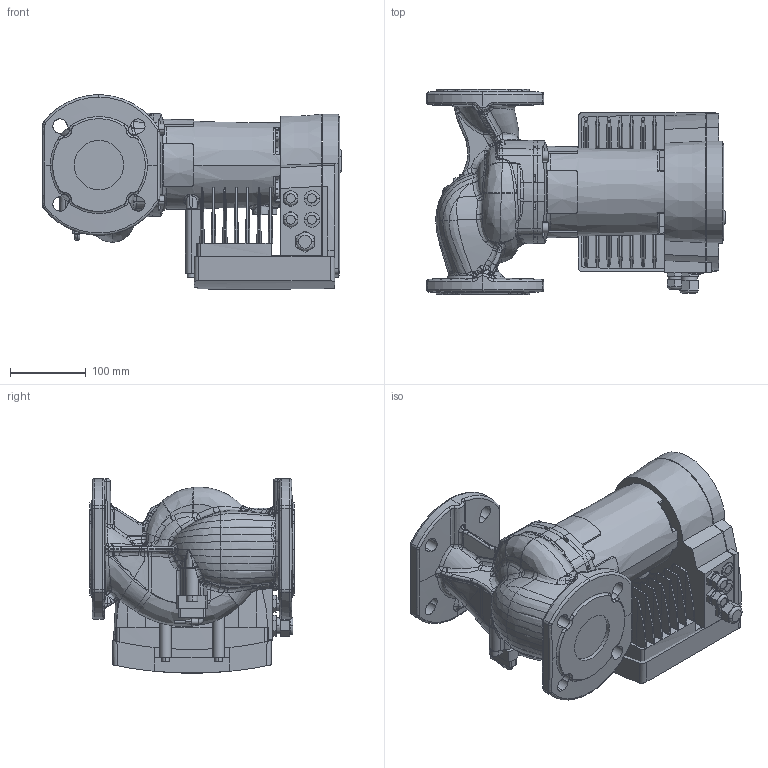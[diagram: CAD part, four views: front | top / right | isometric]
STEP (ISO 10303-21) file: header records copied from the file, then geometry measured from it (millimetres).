
FILE_DESCRIPTION (( 'STEP AP203' ), '1' );
FILE_NAME ('ModulA 65-8 270 RED.STEP', '2014-07-15T11:14:40', ( '' ), ( '' ), 'SwSTEP 2.0', 'SolidWorks 2011', '' );
FILE_SCHEMA (( 'CONFIG_CONTROL_DESIGN' ));
Length unit declared in the file: millimetre
Products named in the file (1): ModulA 65-8 270 RED
Bounding box: 393.2 x 270 x 256 mm (x, y, z)
Volume: 9903782 mm3; surface area: 893857.1 mm2
Topology: 12 solids, 12 shells, 2163 faces, 5445 edges, 3323 vertices
Faces by surface type: bspline 1008, plane 506, cylinder 397, cone 139, torus 81, sphere 32
Entity records: 153569 total; most frequent: CARTESIAN_POINT 110352, ORIENTED_EDGE 10790, DIRECTION 6189, EDGE_CURVE 5395, VERTEX_POINT 3323, B_SPLINE_CURVE_WITH_KNOTS 2484, AXIS2_PLACEMENT_3D 2330, EDGE_LOOP 2254
